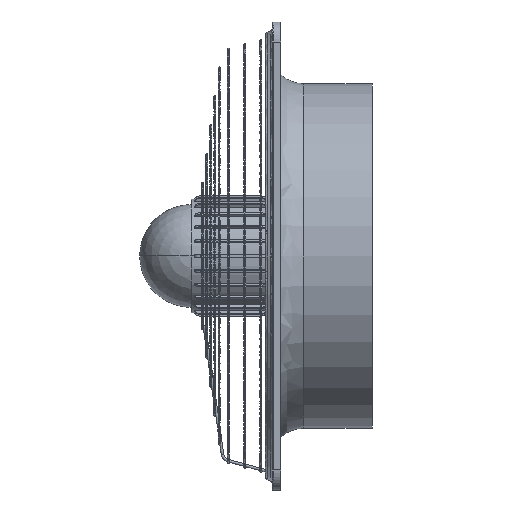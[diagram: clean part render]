
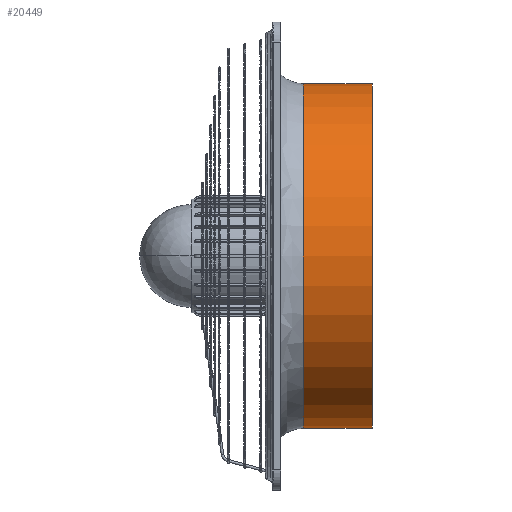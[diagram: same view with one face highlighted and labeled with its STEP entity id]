
A CAD part, left-side view. The second image highlights one B-rep face of the part: STEP entity #20449.
In plain terms, the highlighted cylindrical face has radius 258 mm (diameter 516 mm), a partial arc.
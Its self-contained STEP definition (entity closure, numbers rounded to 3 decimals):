
#266 = VERTEX_POINT ( 'NONE', #2459 ) ;
#2459 = CARTESIAN_POINT ( 'NONE',  ( 35.1, 584.068, -258. ) ) ;
#3252 = CARTESIAN_POINT ( 'NONE',  ( 35.1, 635.568, 258. ) ) ;
#3519 = VERTEX_POINT ( 'NONE', #5689 ) ;
#3939 = ORIENTED_EDGE ( 'NONE', *, *, #15057, .T. ) ;
#4110 = EDGE_CURVE ( 'NONE', #266, #3519, #4143, .T. ) ;
#4143 = LINE ( 'NONE', #18198, #16248 ) ;
#4394 = DIRECTION ( 'NONE',  ( 0., 0., 1. ) ) ;
#4618 = AXIS2_PLACEMENT_3D ( 'NONE', #15899, #8447, #10300 ) ;
#4821 = DIRECTION ( 'NONE',  ( 0., 1., 0. ) ) ;
#4937 = CYLINDRICAL_SURFACE ( 'NONE', #15080, 258. ) ;
#5689 = CARTESIAN_POINT ( 'NONE',  ( 35.1, 687.068, -258. ) ) ;
#8447 = DIRECTION ( 'NONE',  ( 0., -1., 0. ) ) ;
#8524 = CARTESIAN_POINT ( 'NONE',  ( 35.1, 584.068, 258. ) ) ;
#9373 = CARTESIAN_POINT ( 'NONE',  ( 35.1, 635.568, 0. ) ) ;
#10067 = EDGE_CURVE ( 'NONE', #19969, #3519, #17667, .T. ) ;
#10096 = AXIS2_PLACEMENT_3D ( 'NONE', #13253, #11611, #4394 ) ;
#10300 = DIRECTION ( 'NONE',  ( 0., 0., 1. ) ) ;
#10826 = CARTESIAN_POINT ( 'NONE',  ( 35.1, 687.068, 258. ) ) ;
#11611 = DIRECTION ( 'NONE',  ( 0., 1., 0. ) ) ;
#11665 = VECTOR ( 'NONE', #4821, 1000. ) ;
#11762 = EDGE_CURVE ( 'NONE', #12465, #19969, #18906, .T. ) ;
#12465 = VERTEX_POINT ( 'NONE', #8524 ) ;
#13253 = CARTESIAN_POINT ( 'NONE',  ( 35.1, 584.068, 0. ) ) ;
#14458 = DIRECTION ( 'NONE',  ( 0., 1., 0. ) ) ;
#15057 = EDGE_CURVE ( 'NONE', #266, #12465, #20371, .T. ) ;
#15080 = AXIS2_PLACEMENT_3D ( 'NONE', #9373, #14458, #16901 ) ;
#15098 = FACE_OUTER_BOUND ( 'NONE', #16016, .T. ) ;
#15899 = CARTESIAN_POINT ( 'NONE',  ( 35.1, 687.068, 0. ) ) ;
#16016 = EDGE_LOOP ( 'NONE', ( #21236, #3939, #22491, #20088 ) ) ;
#16248 = VECTOR ( 'NONE', #22057, 1000. ) ;
#16901 = DIRECTION ( 'NONE',  ( 0., 0., 1. ) ) ;
#17667 = CIRCLE ( 'NONE', #4618, 258. ) ;
#18198 = CARTESIAN_POINT ( 'NONE',  ( 35.1, 635.568, -258. ) ) ;
#18906 = LINE ( 'NONE', #3252, #11665 ) ;
#19969 = VERTEX_POINT ( 'NONE', #10826 ) ;
#20088 = ORIENTED_EDGE ( 'NONE', *, *, #10067, .T. ) ;
#20371 = CIRCLE ( 'NONE', #10096, 258. ) ;
#20449 = ADVANCED_FACE ( 'NONE', ( #15098 ), #4937, .T. ) ;
#21236 = ORIENTED_EDGE ( 'NONE', *, *, #4110, .F. ) ;
#22057 = DIRECTION ( 'NONE',  ( 0., 1., 0. ) ) ;
#22491 = ORIENTED_EDGE ( 'NONE', *, *, #11762, .T. ) ;
